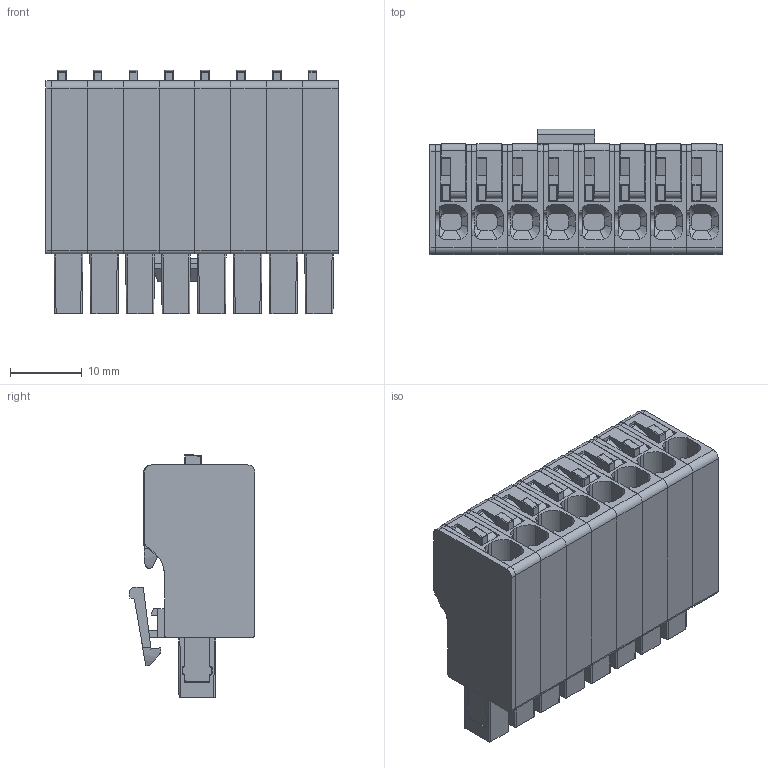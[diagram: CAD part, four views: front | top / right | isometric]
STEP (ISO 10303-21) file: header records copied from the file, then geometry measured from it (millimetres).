
FILE_DESCRIPTION(('CATIA V5 STEP Exchange','CAx-IF Rec.Pracs.--- Model Styling and Organization---1.4--- 2014-01-23'),'2;1');
FILE_NAME ('D1463856_2', '2022-08-24T06:18:27+00:00', ('none'), ('Weidmueller'), 'CATIA Version 5-6 Release 2016 SP3 HF44', 'CATIA V5 STEP AP214', 'none');
FILE_SCHEMA(('AUTOMOTIVE_DESIGN { 1 0 10303 214 1 1 1 1 }'));
Products named in the file (1): 2741730000
Bounding box: 40.8 x 17.53 x 34 mm (x, y, z)
Volume: 14102.8 mm3; surface area: 15819.6 mm2
Topology: 26 solids, 26 shells, 1988 faces, 5483 edges, 3582 vertices
Faces by surface type: plane 1160, cylinder 703, sphere 64, cone 36, bspline 17, torus 8
Entity records: 68088 total; most frequent: CARTESIAN_POINT 18147, ORIENTED_EDGE 10774, DIRECTION 8222, EDGE_CURVE 5387, VERTEX_POINT 3566, VECTOR 3467, LINE 3467, AXIS2_PLACEMENT_3D 2902
